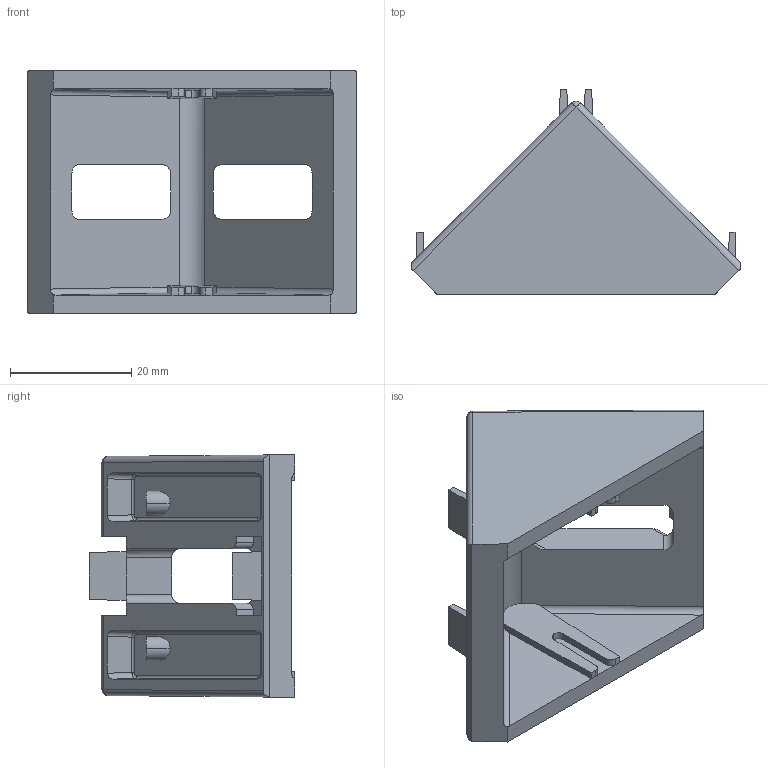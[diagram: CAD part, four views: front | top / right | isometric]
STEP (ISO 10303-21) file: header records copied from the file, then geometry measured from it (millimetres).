
FILE_DESCRIPTION(('STEP AP214'),'1');
FILE_NAME('fath_093w402n08.stp','2017-04-24T02:20:49',('TraceParts'),('TraceParts S.A.'),'Spatial InterOp 3D',' ',' ');
FILE_SCHEMA(('automotive_design'));
Length unit declared in the file: millimetre
Products named in the file (1): fath_093w402n08
Bounding box: 54.15 x 33.92 x 40 mm (x, y, z)
Volume: 14973.4 mm3; surface area: 10297.2 mm2
Topology: 1 solids, 1 shells, 192 faces, 498 edges, 316 vertices
Faces by surface type: plane 103, cylinder 71, bspline 16, sphere 2
Entity records: 7551 total; most frequent: CARTESIAN_POINT 1607, ORIENTED_EDGE 992, DIRECTION 826, EDGE_CURVE 496, VERTEX_POINT 316, LINE 316, VECTOR 316, AXIS2_PLACEMENT_3D 255
